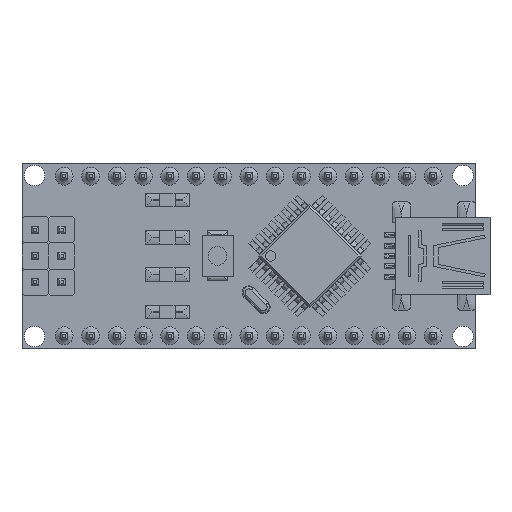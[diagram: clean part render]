
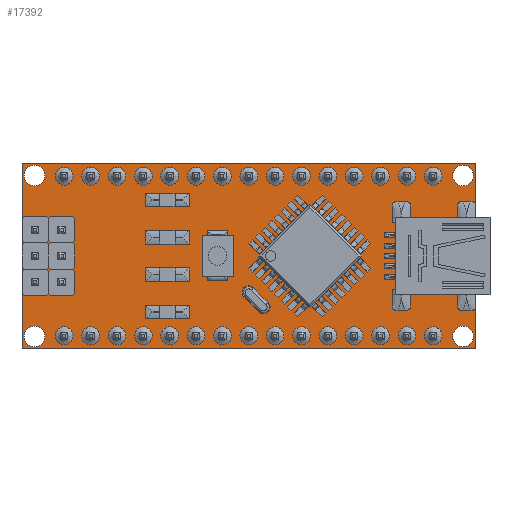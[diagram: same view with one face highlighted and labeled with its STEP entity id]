
A CAD part, front view. The second image highlights one B-rep face of the part: STEP entity #17392.
In plain terms, the highlighted planar face has unit normal (0, -1, 0).
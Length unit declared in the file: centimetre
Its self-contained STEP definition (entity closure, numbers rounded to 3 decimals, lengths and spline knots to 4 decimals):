
#485=FACE_BOUND('',#3573,.T.);
#486=FACE_BOUND('',#3574,.T.);
#487=FACE_BOUND('',#3575,.T.);
#488=FACE_BOUND('',#3576,.T.);
#882=CIRCLE('',#19019,0.1);
#884=CIRCLE('',#19022,0.1);
#886=CIRCLE('',#19023,0.1);
#888=CIRCLE('',#19027,0.1);
#2387=FACE_OUTER_BOUND('',#3572,.T.);
#3572=EDGE_LOOP('',(#15424,#15425,#15426,#15427));
#3573=EDGE_LOOP('',(#15428));
#3574=EDGE_LOOP('',(#15429));
#3575=EDGE_LOOP('',(#15430));
#3576=EDGE_LOOP('',(#15431));
#5624=LINE('',#25586,#5785);
#5628=LINE('',#19465,#5787);
#5631=LINE('',#25590,#5640);
#5634=LINE('',#25593,#5636);
#5636=VECTOR('',#19037,1.);
#5640=VECTOR('',#19047,1.);
#5785=VECTOR('',#19460,1.);
#5787=VECTOR('',#19463,1.);
#7470=VERTEX_POINT('',#25572);
#7472=VERTEX_POINT('',#25576);
#7474=VERTEX_POINT('',#25580);
#7476=VERTEX_POINT('',#25584);
#7477=VERTEX_POINT('',#25586);
#7478=VERTEX_POINT('',#19465);
#7481=VERTEX_POINT('',#25590);
#7483=VERTEX_POINT('',#25593);
#10115=EDGE_CURVE('',#7470,#7470,#882,.T.);
#10117=EDGE_CURVE('',#7472,#7472,#884,.T.);
#10119=EDGE_CURVE('',#7474,#7474,#886,.T.);
#10121=EDGE_CURVE('',#7476,#7476,#888,.T.);
#10122=EDGE_CURVE('',#7477,#7478,#5624,.T.);
#10126=EDGE_CURVE('',#7478,#7481,#5628,.T.);
#10129=EDGE_CURVE('',#7481,#7483,#5631,.T.);
#10132=EDGE_CURVE('',#7483,#7477,#5634,.T.);
#15424=ORIENTED_EDGE('',*,*,#10132,.T.);
#15425=ORIENTED_EDGE('',*,*,#10122,.T.);
#15426=ORIENTED_EDGE('',*,*,#10126,.T.);
#15427=ORIENTED_EDGE('',*,*,#10129,.T.);
#15428=ORIENTED_EDGE('',*,*,#10115,.T.);
#15429=ORIENTED_EDGE('',*,*,#10117,.T.);
#15430=ORIENTED_EDGE('',*,*,#10119,.T.);
#15431=ORIENTED_EDGE('',*,*,#10121,.T.);
#16243=PLANE('',#19032);
#17392=ADVANCED_FACE('',(#2387,#485,#486,#487,#488),#16243,.F.);
#19019=AXIS2_PLACEMENT_3D('',#25569,#19055,#19457);
#19022=AXIS2_PLACEMENT_3D('',#25573,#19055,#19036);
#19023=AXIS2_PLACEMENT_3D('',#25577,#19055,#19036);
#19027=AXIS2_PLACEMENT_3D('',#25581,#19055,#19457);
#19032=AXIS2_PLACEMENT_3D('',#19610,#19055,#19043);
#19036=DIRECTION('ref_axis',(-1.,0.,0.));
#19037=DIRECTION('',(-1.,0.,0.));
#19043=DIRECTION('ref_axis',(1.,0.,0.));
#19047=DIRECTION('',(0.,0.,1.));
#19055=DIRECTION('center_axis',(0.,1.,0.));
#19457=DIRECTION('ref_axis',(1.,0.,0.));
#19460=DIRECTION('',(0.,0.,-1.));
#19463=DIRECTION('',(1.,0.,0.));
#19465=CARTESIAN_POINT('',(0.,0.,0.));
#19610=CARTESIAN_POINT('Origin',(2.185,0.,0.895));
#25569=CARTESIAN_POINT('Origin',(0.12,0.,0.12));
#25572=CARTESIAN_POINT('',(0.12,0.,0.02));
#25573=CARTESIAN_POINT('Origin',(4.25,0.,1.67));
#25576=CARTESIAN_POINT('',(4.25,0.,1.77));
#25577=CARTESIAN_POINT('Origin',(4.25,0.,0.12));
#25580=CARTESIAN_POINT('',(4.25,0.,0.02));
#25581=CARTESIAN_POINT('Origin',(0.12,0.,1.67));
#25584=CARTESIAN_POINT('',(0.12,0.,1.77));
#25586=CARTESIAN_POINT('',(0.,0.,1.79));
#25590=CARTESIAN_POINT('',(4.37,0.,0.));
#25593=CARTESIAN_POINT('',(4.37,0.,1.79));
